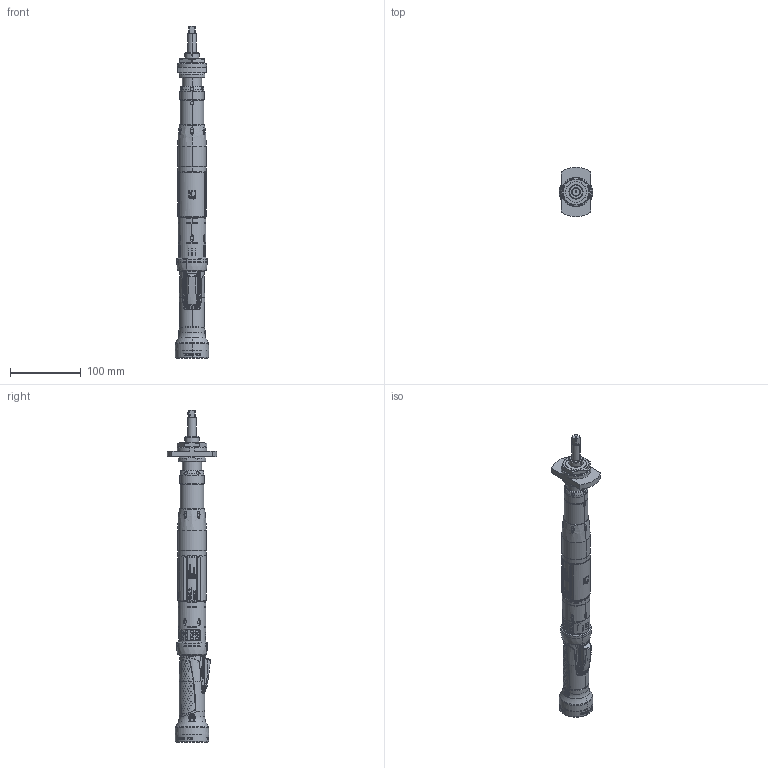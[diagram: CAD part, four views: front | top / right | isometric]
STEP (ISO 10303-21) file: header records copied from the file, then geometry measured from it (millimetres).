
FILE_DESCRIPTION((''),'2;1');
FILE_NAME('ASM0096_ASM','2024-06-12T22:35:15',('INEdipo'),(''),'CREO PARAMETRIC BY PTC INC, 2022414','CREO PARAMETRIC BY PTC INC, 2022414','');
FILE_SCHEMA(('CONFIG_CONTROL_DESIGN'));
Products named in the file (3): E1_SW0005; E2_SW0003; ASM0096_ASM
Assembly tree (2 placements, depth 2):
  ASM0096_ASM
    E1_SW0005
    E2_SW0003
Bounding box: 47.62 x 70 x 468.81 mm (x, y, z)
Volume: 483145.8 mm3; surface area: 91913.3 mm2
Topology: 3 solids, 5 shells, 4637 faces, 12686 edges, 8282 vertices
Faces by surface type: plane 1935, bspline 962, cylinder 733, extrusion 733, cone 151, torus 74, sphere 30, revolution 19
Entity records: 228121 total; most frequent: CARTESIAN_POINT 123110, ORIENTED_EDGE 25344, DIRECTION 15410, EDGE_CURVE 12672, VERTEX_POINT 8282, B_SPLINE_CURVE_WITH_KNOTS 6458, VECTOR 5863, LINE 5130
